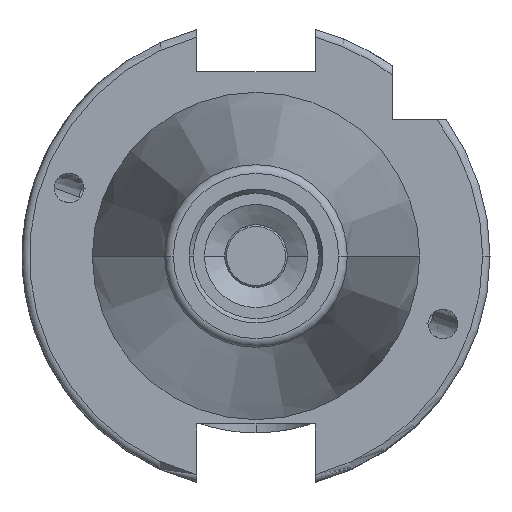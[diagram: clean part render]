
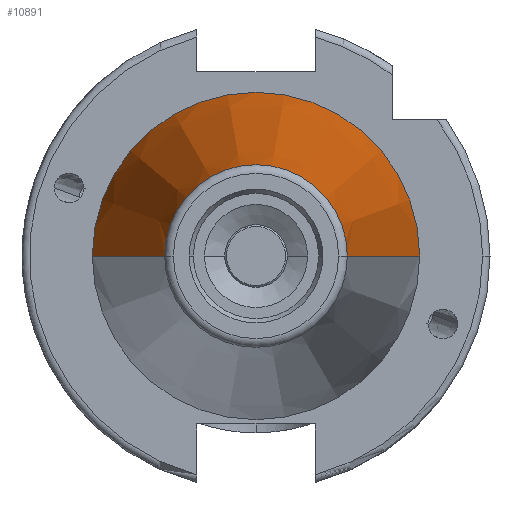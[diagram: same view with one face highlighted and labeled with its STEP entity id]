
A CAD part, left-side view. The second image highlights one B-rep face of the part: STEP entity #10891.
In plain terms, the highlighted conical face has half-angle 8.297 degrees and reference radius 22.225 mm.
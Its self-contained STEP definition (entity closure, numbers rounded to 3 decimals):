
#36 = CARTESIAN_POINT ( 'NONE',  ( 0., 22.225, 0. ) ) ;
#53 = ORIENTED_EDGE ( 'NONE', *, *, #8001, .F. ) ;
#1380 = VERTEX_POINT ( 'NONE', #5814 ) ;
#1470 = VERTEX_POINT ( 'NONE', #36 ) ;
#1482 = DIRECTION ( 'NONE',  ( -1., 0., 0. ) ) ;
#1586 = DIRECTION ( 'NONE',  ( 1., 0., 0. ) ) ;
#1616 = CONICAL_SURFACE ( 'NONE', #7557, 22.225, 0.145 ) ;
#2400 = DIRECTION ( 'NONE',  ( 0., 1., 0. ) ) ;
#2415 = FACE_OUTER_BOUND ( 'NONE', #4387, .T. ) ;
#2465 = AXIS2_PLACEMENT_3D ( 'NONE', #6618, #1482, #7490 ) ;
#2613 = CIRCLE ( 'NONE', #5821, 22.225 ) ;
#3249 = DIRECTION ( 'NONE',  ( 0.99, 0.144, 0. ) ) ;
#3572 = VECTOR ( 'NONE', #3249, 1000. ) ;
#3587 = VERTEX_POINT ( 'NONE', #5830 ) ;
#3616 = DIRECTION ( 'NONE',  ( -1., 0., 0. ) ) ;
#4223 = LINE ( 'NONE', #5189, #6491 ) ;
#4387 = EDGE_LOOP ( 'NONE', ( #8520, #7978, #9108, #53 ) ) ;
#4558 = EDGE_CURVE ( 'NONE', #3587, #6760, #10482, .T. ) ;
#5189 = CARTESIAN_POINT ( 'NONE',  ( 0., -22.225, 0. ) ) ;
#5814 = CARTESIAN_POINT ( 'NONE',  ( 0., -22.225, 0. ) ) ;
#5821 = AXIS2_PLACEMENT_3D ( 'NONE', #8720, #3616, #9595 ) ;
#5830 = CARTESIAN_POINT ( 'NONE',  ( -67.373, -12.4, 0. ) ) ;
#5876 = CARTESIAN_POINT ( 'NONE',  ( 0., 0., 0. ) ) ;
#6491 = VECTOR ( 'NONE', #10288, 1000. ) ;
#6618 = CARTESIAN_POINT ( 'NONE',  ( -67.373, 0., 0. ) ) ;
#6760 = VERTEX_POINT ( 'NONE', #6858 ) ;
#6858 = CARTESIAN_POINT ( 'NONE',  ( -67.373, 12.4, 0. ) ) ;
#7490 = DIRECTION ( 'NONE',  ( 0., -1., 0. ) ) ;
#7557 = AXIS2_PLACEMENT_3D ( 'NONE', #5876, #1586, #2400 ) ;
#7612 = LINE ( 'NONE', #10918, #3572 ) ;
#7978 = ORIENTED_EDGE ( 'NONE', *, *, #8829, .T. ) ;
#8001 = EDGE_CURVE ( 'NONE', #6760, #1470, #7612, .T. ) ;
#8414 = EDGE_CURVE ( 'NONE', #1380, #1470, #2613, .T. ) ;
#8520 = ORIENTED_EDGE ( 'NONE', *, *, #4558, .F. ) ;
#8720 = CARTESIAN_POINT ( 'NONE',  ( 0., 0., 0. ) ) ;
#8829 = EDGE_CURVE ( 'NONE', #3587, #1380, #4223, .T. ) ;
#9108 = ORIENTED_EDGE ( 'NONE', *, *, #8414, .T. ) ;
#9595 = DIRECTION ( 'NONE',  ( 0., -1., 0. ) ) ;
#10288 = DIRECTION ( 'NONE',  ( 0.99, -0.144, 0. ) ) ;
#10482 = CIRCLE ( 'NONE', #2465, 12.4 ) ;
#10891 = ADVANCED_FACE ( 'NONE', ( #2415 ), #1616, .T. ) ;
#10918 = CARTESIAN_POINT ( 'NONE',  ( 0., 22.225, 0. ) ) ;
